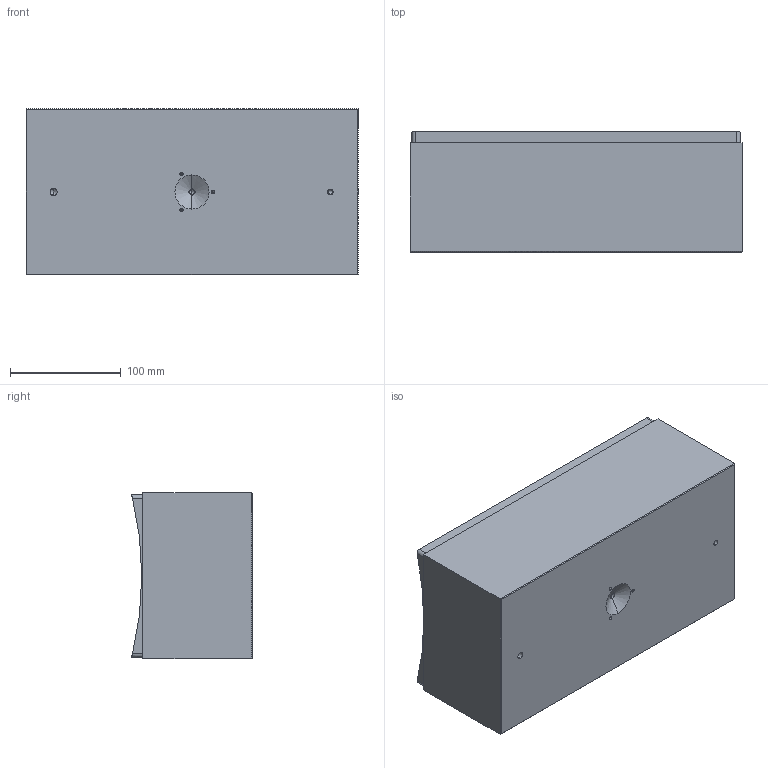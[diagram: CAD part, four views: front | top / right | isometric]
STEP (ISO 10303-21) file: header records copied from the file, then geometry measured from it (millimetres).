
FILE_DESCRIPTION (( 'STEP AP214' ), '1' );
FILE_NAME ('S32150WXXX.STEP', '2023-01-06T16:16:02', ( '' ), ( '' ), 'SwSTEP 2.0', 'SolidWorks 2020', '' );
FILE_SCHEMA (( 'AUTOMOTIVE_DESIGN' ));
Length unit declared in the file: inch
Products named in the file (4): S90A001; 62S147S05_62S147S05; 12S15001_12S15001; S32150WXXX
Assembly tree (2 placements, depth 2):
  S90A001
  S32150WXXX
    12S15001_12S15001
    62S147S05_62S147S05
Bounding box: 300 x 109.07 x 150 mm (x, y, z)
Volume: 4575666.9 mm3; surface area: 301637.9 mm2
Topology: 2 solids, 2 shells, 148 faces, 357 edges, 223 vertices
Faces by surface type: plane 84, cylinder 50, cone 14
Entity records: 4443 total; most frequent: CARTESIAN_POINT 878, DIRECTION 719, ORIENTED_EDGE 690, EDGE_CURVE 345, AXIS2_PLACEMENT_3D 240, LINE 239, VECTOR 239, VERTEX_POINT 223
